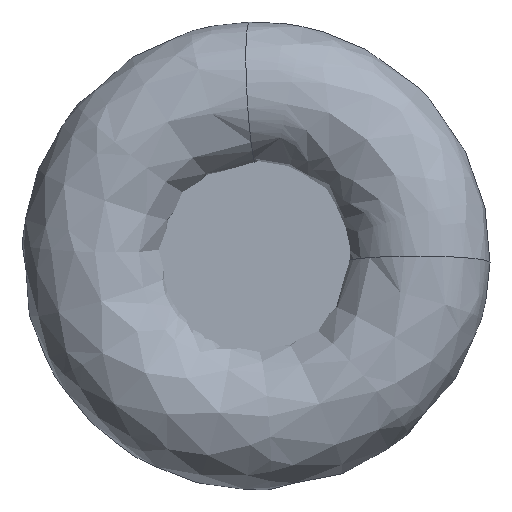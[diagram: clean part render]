
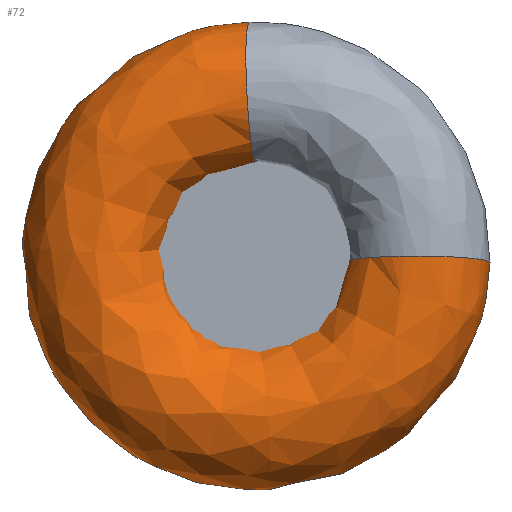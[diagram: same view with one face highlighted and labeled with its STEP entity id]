
A CAD part, left-side view. The second image highlights one B-rep face of the part: STEP entity #72.
In plain terms, the highlighted free-form (B-spline) face has degree [3, 3] with [7, 7] control points.
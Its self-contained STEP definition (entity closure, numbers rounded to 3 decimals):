
#72=ADVANCED_FACE('',(#94,#95),#92,.F.);
#92=(
BOUNDED_SURFACE()
B_SPLINE_SURFACE(3,3,((#382,#383,#384,#385,#386,#387,#388),(#389,#390,#391,
#392,#393,#394,#395),(#396,#397,#398,#399,#400,#401,#402),(#403,#404,#405,
#406,#407,#408,#409),(#410,#411,#412,#413,#414,#415,#416),(#417,#418,#419,
#420,#421,#422,#423),(#424,#425,#426,#427,#428,#429,#430)),
 .UNSPECIFIED.,.T.,.F.,.F.)
B_SPLINE_SURFACE_WITH_KNOTS((1,3,3,3,1),(4,3,4),(-0.5,0.,0.5,1.,1.5),(0.,
0.5,1.),.UNSPECIFIED.)
GEOMETRIC_REPRESENTATION_ITEM()
RATIONAL_B_SPLINE_SURFACE(((1.,0.597,0.597,1.,0.597,
0.597,1.),(0.333,0.199,0.199,
0.333,0.199,0.199,0.333),
(0.333,0.199,0.199,0.333,
0.199,0.199,0.333),(1.,0.597,
0.597,1.,0.597,0.597,1.),(0.333,
0.199,0.199,0.333,0.199,
0.199,0.333),(0.333,0.199,
0.199,0.333,0.199,0.199,
0.333),(1.,0.597,0.597,1.,0.597,
0.597,1.)))
REPRESENTATION_ITEM('')
SURFACE()
);
#94=FACE_BOUND('',#130,.T.);
#95=FACE_BOUND('',#131,.T.);
#130=EDGE_LOOP('',(#168));
#131=EDGE_LOOP('',(#169));
#168=ORIENTED_EDGE('',*,*,#225,.T.);
#169=ORIENTED_EDGE('',*,*,#226,.T.);
#206=VERTEX_POINT('',#379);
#207=VERTEX_POINT('',#381);
#225=EDGE_CURVE('',#206,#206,#244,.T.);
#226=EDGE_CURVE('',#207,#207,#245,.T.);
#244=CIRCLE('',#264,5.);
#245=CIRCLE('',#265,5.);
#264=AXIS2_PLACEMENT_3D('',#378,#303,#304);
#265=AXIS2_PLACEMENT_3D('',#380,#305,#306);
#303=DIRECTION('',(0.087,0.995,-0.055));
#304=DIRECTION('',(0.996,-0.087,0.005));
#305=DIRECTION('',(-0.087,0.,-0.996));
#306=DIRECTION('',(0.996,0.,-0.087));
#378=CARTESIAN_POINT('',(4.981,0.17,11.002));
#379=CARTESIAN_POINT('',(9.962,-0.266,11.026));
#380=CARTESIAN_POINT('',(4.981,-10.995,-0.436));
#381=CARTESIAN_POINT('',(9.962,-10.995,-0.872));
#382=CARTESIAN_POINT('',(9.962,-10.995,-0.872));
#383=CARTESIAN_POINT('',(9.962,-10.101,-12.151));
#384=CARTESIAN_POINT('',(9.962,0.613,-15.789));
#385=CARTESIAN_POINT('',(9.962,8.191,-7.387));
#386=CARTESIAN_POINT('',(9.962,15.769,1.016));
#387=CARTESIAN_POINT('',(9.962,11.046,11.299));
#388=CARTESIAN_POINT('',(9.962,-0.266,11.026));
#389=CARTESIAN_POINT('',(9.962,-0.995,-0.872));
#390=CARTESIAN_POINT('',(9.962,-0.101,-1.892));
#391=CARTESIAN_POINT('',(9.962,1.19,-1.475));
#392=CARTESIAN_POINT('',(9.962,1.317,-0.124));
#393=CARTESIAN_POINT('',(9.962,1.444,1.227));
#394=CARTESIAN_POINT('',(9.962,0.253,1.878));
#395=CARTESIAN_POINT('',(9.962,-0.816,1.042));
#396=CARTESIAN_POINT('',(0.,-0.995,0.));
#397=CARTESIAN_POINT('',(0.,-0.995,-1.021));
#398=CARTESIAN_POINT('',(0.,-0.057,-1.425));
#399=CARTESIAN_POINT('',(0.,0.684,-0.723));
#400=CARTESIAN_POINT('',(0.,1.426,-0.021));
#401=CARTESIAN_POINT('',(0.,1.074,0.937));
#402=CARTESIAN_POINT('',(0.,0.055,0.994));
#403=CARTESIAN_POINT('',(0.,-10.995,0.));
#404=CARTESIAN_POINT('',(0.,-10.995,-11.28));
#405=CARTESIAN_POINT('',(0.,-0.634,-15.739));
#406=CARTESIAN_POINT('',(0.,7.558,-7.986));
#407=CARTESIAN_POINT('',(0.,15.75,-0.232));
#408=CARTESIAN_POINT('',(0.,11.867,10.358));
#409=CARTESIAN_POINT('',(0.,0.605,10.979));
#410=CARTESIAN_POINT('',(0.,-20.995,0.));
#411=CARTESIAN_POINT('',(0.,-20.995,-21.538));
#412=CARTESIAN_POINT('',(0.,-1.211,-30.054));
#413=CARTESIAN_POINT('',(0.,14.432,-15.249));
#414=CARTESIAN_POINT('',(0.,30.075,-0.443));
#415=CARTESIAN_POINT('',(0.,22.661,19.779));
#416=CARTESIAN_POINT('',(0.,1.155,20.963));
#417=CARTESIAN_POINT('',(9.962,-20.995,-0.872));
#418=CARTESIAN_POINT('',(9.962,-20.101,-22.41));
#419=CARTESIAN_POINT('',(9.962,0.036,-30.104));
#420=CARTESIAN_POINT('',(9.962,15.065,-14.65));
#421=CARTESIAN_POINT('',(9.962,30.093,0.805));
#422=CARTESIAN_POINT('',(9.962,21.84,20.719));
#423=CARTESIAN_POINT('',(9.962,0.284,21.011));
#424=CARTESIAN_POINT('',(9.962,-10.995,-0.872));
#425=CARTESIAN_POINT('',(9.962,-10.101,-12.151));
#426=CARTESIAN_POINT('',(9.962,0.613,-15.789));
#427=CARTESIAN_POINT('',(9.962,8.191,-7.387));
#428=CARTESIAN_POINT('',(9.962,15.769,1.016));
#429=CARTESIAN_POINT('',(9.962,11.046,11.299));
#430=CARTESIAN_POINT('',(9.962,-0.266,11.026));
